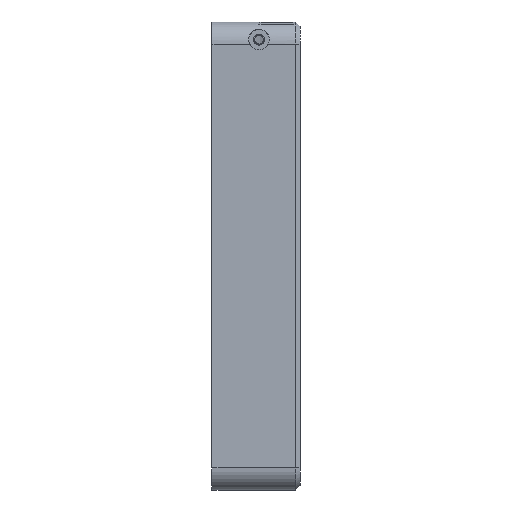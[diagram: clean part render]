
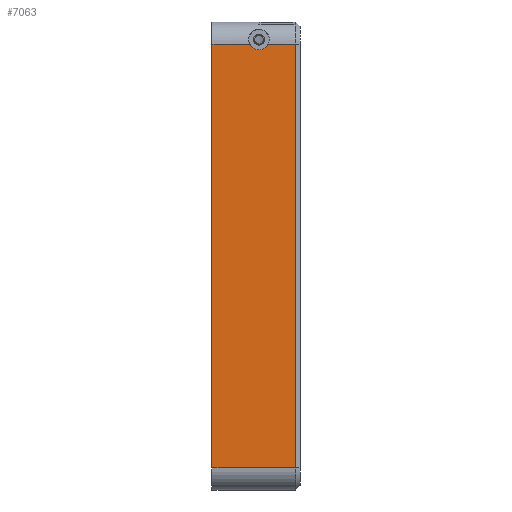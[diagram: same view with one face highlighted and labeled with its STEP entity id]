
A CAD part, left-side view. The second image highlights one B-rep face of the part: STEP entity #7063.
In plain terms, the highlighted planar face has unit normal (-1, 0, 0).
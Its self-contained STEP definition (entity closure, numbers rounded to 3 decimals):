
#5 = VECTOR ( 'NONE', #8079, 1000. ) ;
#183 = VECTOR ( 'NONE', #2476, 1000. ) ;
#407 = DIRECTION ( 'NONE',  ( 0., 1., 0. ) ) ;
#660 = LINE ( 'NONE', #7759, #183 ) ;
#958 = LINE ( 'NONE', #2141, #8253 ) ;
#965 = EDGE_CURVE ( 'NONE', #7207, #6902, #7173, .T. ) ;
#1021 = DIRECTION ( 'NONE',  ( 0., 0., 1. ) ) ;
#1356 = CIRCLE ( 'NONE', #3430, 2.325 ) ;
#1685 = VERTEX_POINT ( 'NONE', #8008 ) ;
#1811 = CARTESIAN_POINT ( 'NONE',  ( -21.75, 18.45, 48. ) ) ;
#1912 = CARTESIAN_POINT ( 'NONE',  ( -21.75, -0.5, 48. ) ) ;
#2103 = CARTESIAN_POINT ( 'NONE',  ( -21.75, 5.701, 48. ) ) ;
#2141 = CARTESIAN_POINT ( 'NONE',  ( -21.75, -0.5, 48. ) ) ;
#2144 = DIRECTION ( 'NONE',  ( -1., 0., 0. ) ) ;
#2308 = LINE ( 'NONE', #6198, #6970 ) ;
#2343 = AXIS2_PLACEMENT_3D ( 'NONE', #2832, #2144, #7336 ) ;
#2476 = DIRECTION ( 'NONE',  ( 0., 1., 0. ) ) ;
#2659 = VERTEX_POINT ( 'NONE', #5595 ) ;
#2755 = EDGE_CURVE ( 'NONE', #7879, #5767, #660, .T. ) ;
#2789 = DIRECTION ( 'NONE',  ( 0., 0., 1. ) ) ;
#2832 = CARTESIAN_POINT ( 'NONE',  ( -21.75, -1.5, -48. ) ) ;
#2889 = DIRECTION ( 'NONE',  ( 0., 0., 1. ) ) ;
#3430 = AXIS2_PLACEMENT_3D ( 'NONE', #4197, #3533, #2889 ) ;
#3533 = DIRECTION ( 'NONE',  ( -1., 0., 0. ) ) ;
#3995 = CARTESIAN_POINT ( 'NONE',  ( -21.75, 7.8, 46.675 ) ) ;
#4015 = ORIENTED_EDGE ( 'NONE', *, *, #7278, .F. ) ;
#4045 = FACE_OUTER_BOUND ( 'NONE', #8085, .T. ) ;
#4123 = EDGE_CURVE ( 'NONE', #2659, #1685, #2308, .T. ) ;
#4197 = CARTESIAN_POINT ( 'NONE',  ( -21.75, 7.8, 49. ) ) ;
#4450 = CARTESIAN_POINT ( 'NONE',  ( -21.75, 18.45, -48. ) ) ;
#4475 = ORIENTED_EDGE ( 'NONE', *, *, #965, .F. ) ;
#4549 = AXIS2_PLACEMENT_3D ( 'NONE', #7062, #5809, #6158 ) ;
#4584 = ORIENTED_EDGE ( 'NONE', *, *, #5037, .F. ) ;
#4630 = ORIENTED_EDGE ( 'NONE', *, *, #7509, .T. ) ;
#4764 = LINE ( 'NONE', #8123, #5 ) ;
#5037 = EDGE_CURVE ( 'NONE', #1685, #8542, #5651, .T. ) ;
#5459 = ORIENTED_EDGE ( 'NONE', *, *, #2755, .T. ) ;
#5595 = CARTESIAN_POINT ( 'NONE',  ( -21.75, -0.5, -48. ) ) ;
#5651 = LINE ( 'NONE', #4450, #6909 ) ;
#5719 = ORIENTED_EDGE ( 'NONE', *, *, #6247, .T. ) ;
#5767 = VERTEX_POINT ( 'NONE', #2103 ) ;
#5809 = DIRECTION ( 'NONE',  ( -1., 0., 0. ) ) ;
#5820 = CARTESIAN_POINT ( 'NONE',  ( -21.75, 9.899, 48. ) ) ;
#6158 = DIRECTION ( 'NONE',  ( 0., 0., 1. ) ) ;
#6198 = CARTESIAN_POINT ( 'NONE',  ( -21.75, -1.5, -48. ) ) ;
#6247 = EDGE_CURVE ( 'NONE', #7207, #8542, #4764, .T. ) ;
#6472 = ORIENTED_EDGE ( 'NONE', *, *, #4123, .F. ) ;
#6902 = VERTEX_POINT ( 'NONE', #3995 ) ;
#6909 = VECTOR ( 'NONE', #1021, 1000. ) ;
#6970 = VECTOR ( 'NONE', #407, 1000. ) ;
#7062 = CARTESIAN_POINT ( 'NONE',  ( -21.75, 7.8, 49. ) ) ;
#7063 = ADVANCED_FACE ( 'NONE', ( #4045 ), #8058, .T. ) ;
#7173 = CIRCLE ( 'NONE', #4549, 2.325 ) ;
#7207 = VERTEX_POINT ( 'NONE', #5820 ) ;
#7278 = EDGE_CURVE ( 'NONE', #6902, #5767, #1356, .T. ) ;
#7336 = DIRECTION ( 'NONE',  ( 0., 0., 1. ) ) ;
#7509 = EDGE_CURVE ( 'NONE', #2659, #7879, #958, .T. ) ;
#7759 = CARTESIAN_POINT ( 'NONE',  ( -21.75, -1.5, 48. ) ) ;
#7879 = VERTEX_POINT ( 'NONE', #1912 ) ;
#8008 = CARTESIAN_POINT ( 'NONE',  ( -21.75, 18.45, -48. ) ) ;
#8058 = PLANE ( 'NONE',  #2343 ) ;
#8079 = DIRECTION ( 'NONE',  ( 0., 1., 0. ) ) ;
#8085 = EDGE_LOOP ( 'NONE', ( #4475, #5719, #4584, #6472, #4630, #5459, #4015 ) ) ;
#8123 = CARTESIAN_POINT ( 'NONE',  ( -21.75, -1.5, 48. ) ) ;
#8253 = VECTOR ( 'NONE', #2789, 1000. ) ;
#8542 = VERTEX_POINT ( 'NONE', #1811 ) ;
